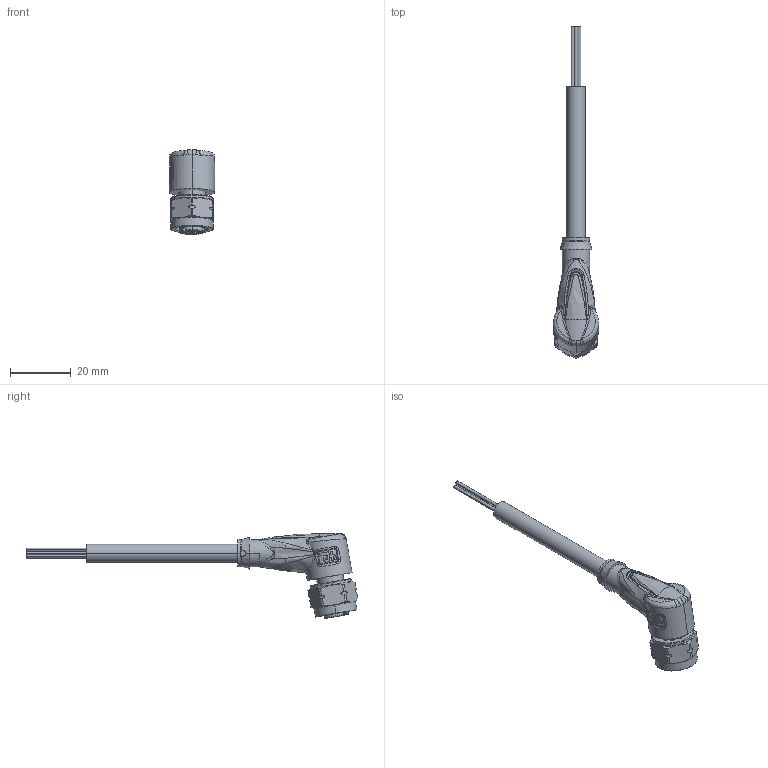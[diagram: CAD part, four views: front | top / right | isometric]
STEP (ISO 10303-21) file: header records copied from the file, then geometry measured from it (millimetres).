
FILE_DESCRIPTION(('STEP AP214'),'1');
FILE_NAME('cctmp_E9D2DB1D-7DDA-421F-917B-5449BE65BEB4_2022_04_27_10_56_45_0754..stp','2022-04-27T08:56:51',('KiM GmbH'),('CADClick - www.CADClick.com'),'Spatial InterOp 3D postprocessed',' ','unknown authorization');
FILE_SCHEMA(('AUTOMOTIVE_DESIGN'));
Length unit declared in the file: millimetre
Products named in the file (7): T198067_1; Connection2; Cable; Connection1; Connection1_2; Connection1_1; T198067
Assembly tree (6 placements, depth 4):
  T198067
    T198067_1
      Connection2
      Cable
      Connection1
        Connection1_2
        Connection1_1
Bounding box: 15 x 109.68 x 28.05 mm (x, y, z)
Volume: 7388.4 mm3; surface area: 5295.6 mm2
Topology: 9 solids, 11 shells, 782 faces, 2031 edges, 1298 vertices
Faces by surface type: plane 332, cylinder 219, bspline 125, cone 62, torus 44
Entity records: 41681 total; most frequent: CARTESIAN_POINT 20806, ORIENTED_EDGE 4056, DIRECTION 3500, EDGE_CURVE 2028, VERTEX_POINT 1298, AXIS2_PLACEMENT_3D 1216, LINE 1068, VECTOR 1068
